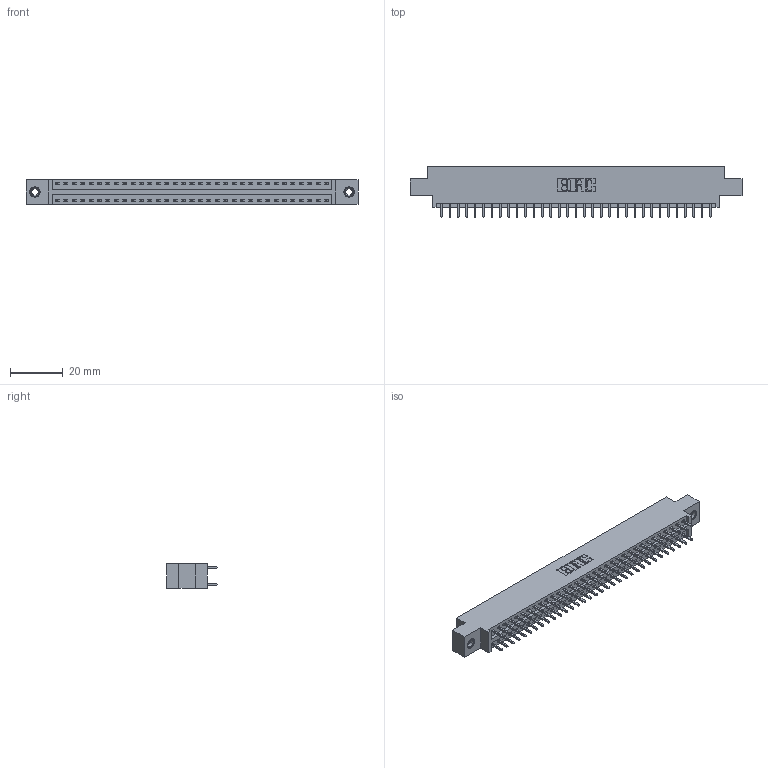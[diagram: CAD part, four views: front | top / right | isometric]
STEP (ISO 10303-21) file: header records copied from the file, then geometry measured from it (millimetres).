
FILE_DESCRIPTION (( 'STEP AP203' ), '1' );
FILE_NAME ('396-066-521-807.STEP', '2018-09-08T18:45:32', ( '' ), ( '' ), 'SwSTEP 2.0', 'SolidWorks 2016', '' );
FILE_SCHEMA (( 'CONFIG_CONTROL_DESIGN' ));
Length unit declared in the file: inch
Products named in the file (4): 346 Part_0.170 Offset - 0.156 Dia-TI; 345-292-001_345-293-121; 345-250-001_345-250-005-103; 396-066-521-807
Assembly tree (69 placements, depth 2):
  396-066-521-807
    346 Part_0.170 Offset - 0.156 Dia-TI
    345-292-001_345-293-121  x66
    345-250-001_345-250-005-103  x2
Bounding box: 125.35 x 19.05 x 9.4 mm (x, y, z)
Volume: 11958.1 mm3; surface area: 16327.8 mm2
Topology: 69 solids, 69 shells, 3618 faces, 10707 edges, 7042 vertices
Faces by surface type: plane 2422, cylinder 1180, cone 12, torus 4
Entity records: 24084 total; most frequent: CARTESIAN_POINT 3967, ORIENTED_EDGE 3894, DIRECTION 3573, EDGE_CURVE 1947, LINE 1663, VECTOR 1663, VERTEX_POINT 1292, AXIS2_PLACEMENT_3D 955
